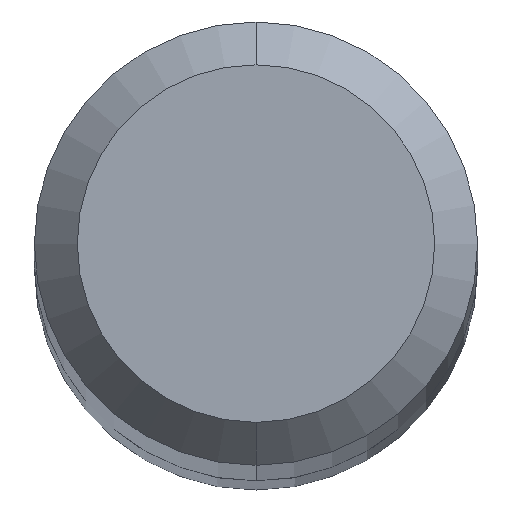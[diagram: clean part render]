
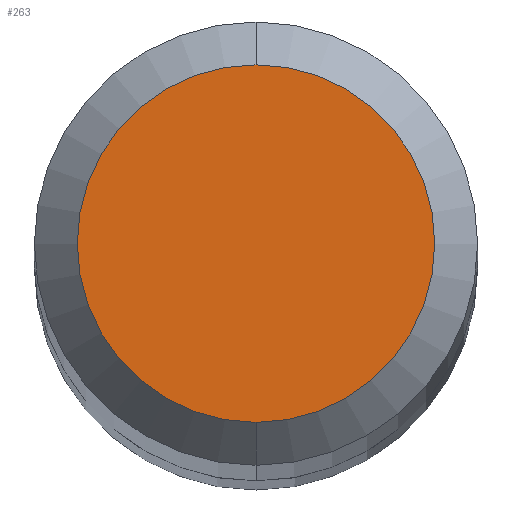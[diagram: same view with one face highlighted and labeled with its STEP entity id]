
A CAD part, top view. The second image highlights one B-rep face of the part: STEP entity #263.
In plain terms, the highlighted planar face has unit normal (0, 0, 1).
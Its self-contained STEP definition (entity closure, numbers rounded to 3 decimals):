
#173=EDGE_CURVE('',#257,#371,#449,.T.);
#243=EDGE_CURVE('',#371,#257,#528,.T.);
#257=VERTEX_POINT('',#542);
#263=ADVANCED_FACE('',(#548),#549,.T.);
#371=VERTEX_POINT('',#665);
#449=CIRCLE('',#775,1.25);
#528=CIRCLE('',#939,1.25);
#542=CARTESIAN_POINT('',(0.,-1.25,0.0));
#548=FACE_OUTER_BOUND('',#971,.T.);
#549=PLANE('',#972);
#665=CARTESIAN_POINT('',(0.0,1.25,0.0));
#775=AXIS2_PLACEMENT_3D('',#1326,#1327,#1328);
#939=AXIS2_PLACEMENT_3D('',#1437,#1438,#1439);
#971=EDGE_LOOP('',(#1442,#1443));
#972=AXIS2_PLACEMENT_3D('',#1444,#1445,#1446);
#1326=CARTESIAN_POINT('',(0.0,0.0,0.0));
#1327=DIRECTION('',(0.0,0.0,-1.0));
#1328=DIRECTION('',(0.0,1.0,0.0));
#1437=CARTESIAN_POINT('',(0.0,0.0,0.0));
#1438=DIRECTION('',(0.0,0.0,-1.0));
#1439=DIRECTION('',(0.0,1.0,0.0));
#1442=ORIENTED_EDGE('',*,*,#243,.F.);
#1443=ORIENTED_EDGE('',*,*,#173,.F.);
#1444=CARTESIAN_POINT('',(0.0,0.625,0.0));
#1445=DIRECTION('',(-0.0,0.0,1.0));
#1446=DIRECTION('',(0.0,-1.0,0.0));
